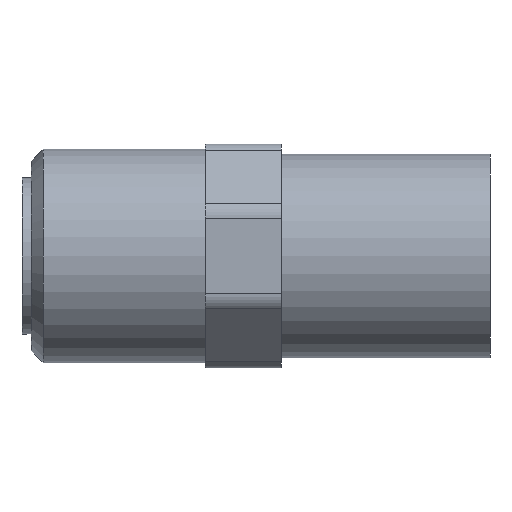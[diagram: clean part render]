
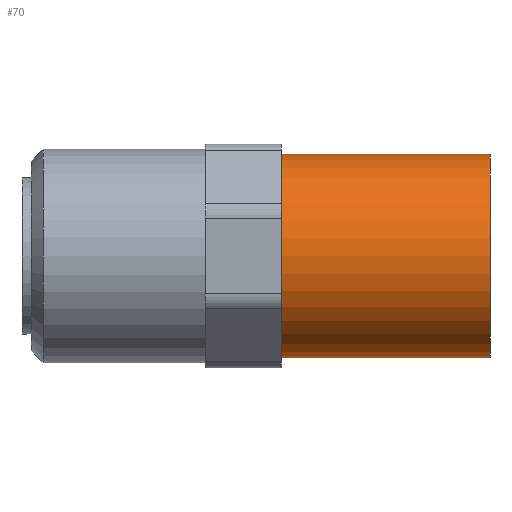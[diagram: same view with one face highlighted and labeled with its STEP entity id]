
A CAD part, front view. The second image highlights one B-rep face of the part: STEP entity #70.
In plain terms, the highlighted cylindrical face has radius 10 mm (diameter 20 mm), a full revolution.
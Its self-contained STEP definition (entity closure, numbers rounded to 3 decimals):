
#70 = ADVANCED_FACE( '', ( #153, #154 ), #155, .T. );
#153 = FACE_OUTER_BOUND( '', #248, .T. );
#154 = FACE_OUTER_BOUND( '', #249, .T. );
#155 = CYLINDRICAL_SURFACE( '', #250, 10. );
#248 = EDGE_LOOP( '', ( #390 ) );
#249 = EDGE_LOOP( '', ( #391 ) );
#250 = AXIS2_PLACEMENT_3D( '', #392, #393, #394 );
#390 = ORIENTED_EDGE( '', *, *, #569, .F. );
#391 = ORIENTED_EDGE( '', *, *, #557, .T. );
#392 = CARTESIAN_POINT( '', ( 0., 0., 0. ) );
#393 = DIRECTION( '', ( -1., 0., 0. ) );
#394 = DIRECTION( '', ( 0., 0., -1. ) );
#557 = EDGE_CURVE( '', #665, #665, #666, .T. );
#569 = EDGE_CURVE( '', #684, #684, #685, .T. );
#665 = VERTEX_POINT( '', #803 );
#666 = CIRCLE( '', #804, 10. );
#684 = VERTEX_POINT( '', #828 );
#685 = CIRCLE( '', #829, 10. );
#803 = CARTESIAN_POINT( '', ( -20.5, 0., -10. ) );
#804 = AXIS2_PLACEMENT_3D( '', #936, #937, #938 );
#828 = CARTESIAN_POINT( '', ( 0., 0., -10. ) );
#829 = AXIS2_PLACEMENT_3D( '', #957, #958, #959 );
#936 = CARTESIAN_POINT( '', ( -20.5, 0., 0. ) );
#937 = DIRECTION( '', ( 1., 0., 0. ) );
#938 = DIRECTION( '', ( 0., 0., -1. ) );
#957 = CARTESIAN_POINT( '', ( 0., 0., 0. ) );
#958 = DIRECTION( '', ( 1., 0., 0. ) );
#959 = DIRECTION( '', ( 0., 0., -1. ) );
